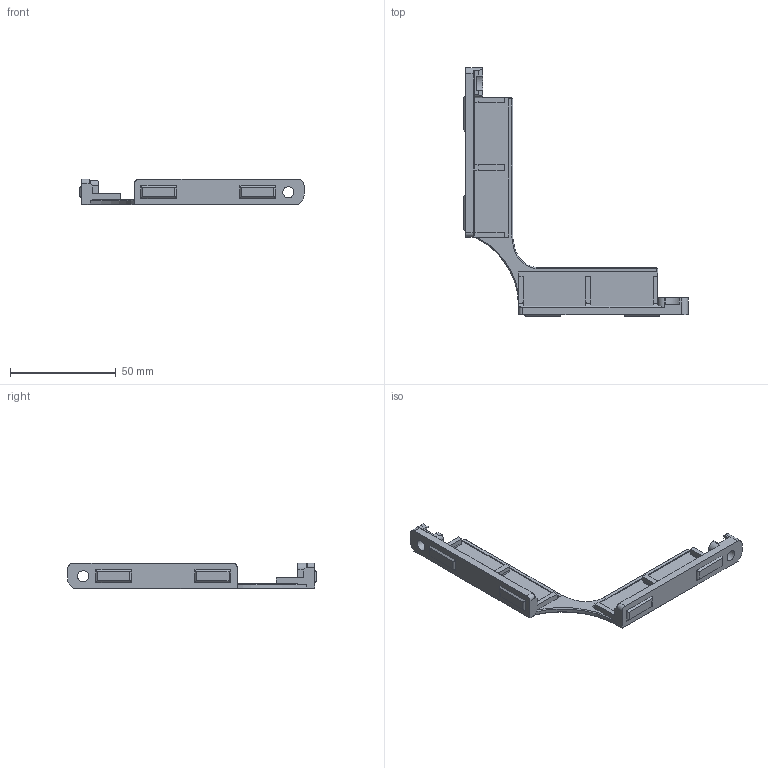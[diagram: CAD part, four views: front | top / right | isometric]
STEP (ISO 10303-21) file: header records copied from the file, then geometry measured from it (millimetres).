
FILE_DESCRIPTION(/* description */ (''),/* implementation_level */ '2;1');
FILE_NAME(/* name */ 'Trident_Assembly_4x WAGO_221-415_mount v7.step',/* time_stamp */ '2022-11-19T20:13:55-06:00',/* author */ (''),/* organization */ (''),/* preprocessor_version */ 'ST-DEVELOPER v19.2',/* originating_system */ 'Autodesk Translation Framework v11.17.0.187',/* authorisation */ '');
FILE_SCHEMA (('AUTOMOTIVE_DESIGN { 1 0 10303 214 3 1 1 }'));
Length unit declared in the file: millimetre
Products named in the file (1): Trident_Assembly_4x WAGO_221-415_mount
Bounding box: 105.98 x 117.75 x 12.2 mm (x, y, z)
Volume: 12580.2 mm3; surface area: 12525.4 mm2
Topology: 1 solids, 1 shells, 222 faces, 603 edges, 387 vertices
Faces by surface type: plane 185, cylinder 25, cone 12
Full cylindrical faces by diameter (mm): 5.25 x2
Entity records: 6908 total; most frequent: CARTESIAN_POINT 1224, ORIENTED_EDGE 1206, DIRECTION 1120, EDGE_CURVE 603, LINE 522, VECTOR 522, VERTEX_POINT 387, AXIS2_PLACEMENT_3D 299
